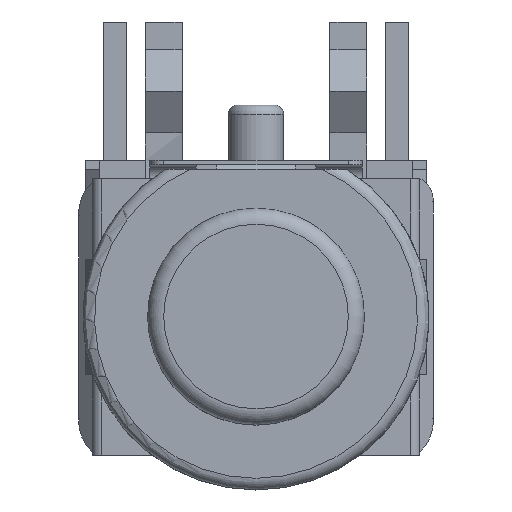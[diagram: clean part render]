
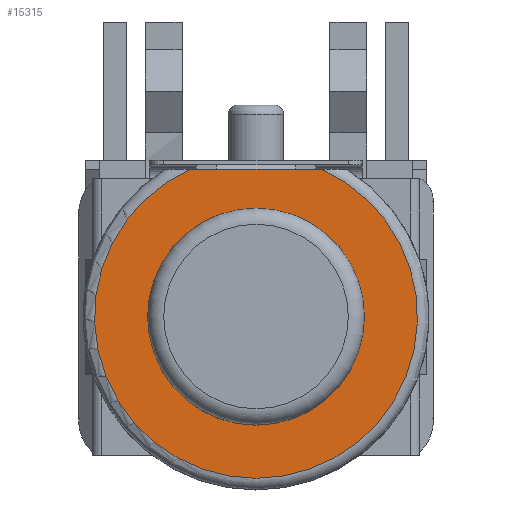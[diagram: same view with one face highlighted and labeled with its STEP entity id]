
A CAD part, top view. The second image highlights one B-rep face of the part: STEP entity #15315.
In plain terms, the highlighted planar face has unit normal (0, 0, 1).
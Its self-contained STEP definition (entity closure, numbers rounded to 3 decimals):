
#312=CIRCLE('',#16122,3.5);
#327=CIRCLE('',#16146,2.35);
#328=CIRCLE('',#16147,2.35);
#719=FACE_BOUND('',#1546,.T.);
#753=FACE_OUTER_BOUND('',#1545,.T.);
#1545=EDGE_LOOP('',(#9619,#9620));
#1546=EDGE_LOOP('',(#9621,#9622));
#2356=LINE('',#21394,#4069);
#4069=VECTOR('',#17304,10.);
#5900=VERTEX_POINT('',#21379);
#5902=VERTEX_POINT('',#21393);
#5935=VERTEX_POINT('',#21486);
#5936=VERTEX_POINT('',#21487);
#7279=EDGE_CURVE('',#5902,#5900,#2356,.T.);
#7289=EDGE_CURVE('',#5902,#5900,#312,.T.);
#7322=EDGE_CURVE('',#5935,#5936,#327,.T.);
#7323=EDGE_CURVE('',#5936,#5935,#328,.T.);
#9619=ORIENTED_EDGE('',*,*,#7279,.T.);
#9620=ORIENTED_EDGE('',*,*,#7289,.F.);
#9621=ORIENTED_EDGE('',*,*,#7322,.F.);
#9622=ORIENTED_EDGE('',*,*,#7323,.F.);
#13954=PLANE('',#16145);
#15315=ADVANCED_FACE('',(#753,#719),#13954,.T.);
#16122=AXIS2_PLACEMENT_3D('',#21423,#17316,#17317);
#16145=AXIS2_PLACEMENT_3D('',#21485,#17376,#17377);
#16146=AXIS2_PLACEMENT_3D('',#21488,#17378,#17379);
#16147=AXIS2_PLACEMENT_3D('',#21489,#17380,#17381);
#17304=DIRECTION('',(-1.,0.,0.));
#17316=DIRECTION('center_axis',(0.,0.,-1.));
#17317=DIRECTION('ref_axis',(0.,-1.,0.));
#17376=DIRECTION('center_axis',(0.,0.,1.));
#17377=DIRECTION('ref_axis',(-1.,0.,0.));
#17378=DIRECTION('center_axis',(0.,0.,1.));
#17379=DIRECTION('ref_axis',(0.,1.,0.));
#17380=DIRECTION('center_axis',(0.,0.,1.));
#17381=DIRECTION('ref_axis',(0.,1.,0.));
#21379=CARTESIAN_POINT('',(-1.418,3.2,5.95));
#21393=CARTESIAN_POINT('',(1.418,3.2,5.95));
#21394=CARTESIAN_POINT('',(0.978,3.2,5.95));
#21423=CARTESIAN_POINT('Origin',(0.,0.,5.95));
#21485=CARTESIAN_POINT('Origin',(0.,3.05,5.95));
#21486=CARTESIAN_POINT('',(0.,2.35,5.95));
#21487=CARTESIAN_POINT('',(0.,-2.35,5.95));
#21488=CARTESIAN_POINT('Origin',(0.,0.,5.95));
#21489=CARTESIAN_POINT('Origin',(0.,0.,5.95));
